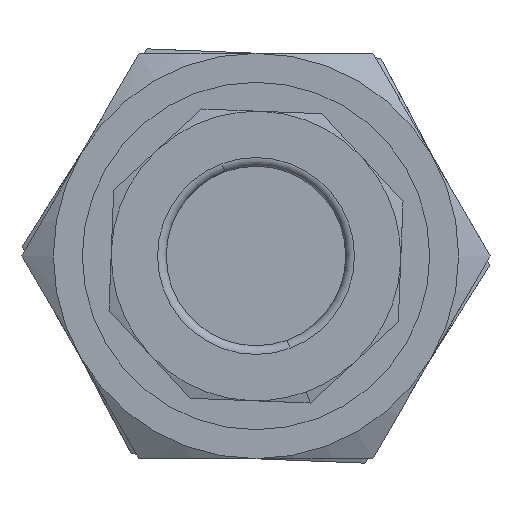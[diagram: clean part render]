
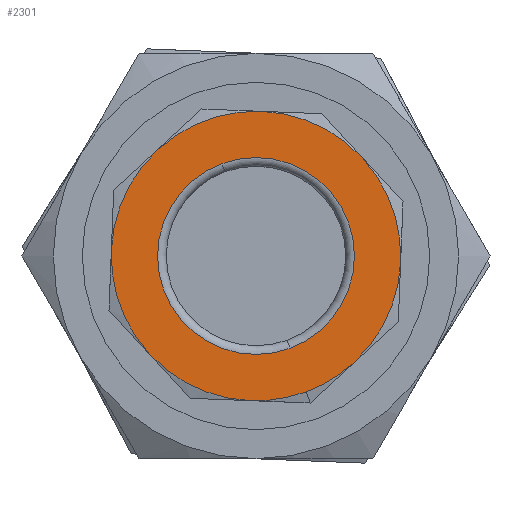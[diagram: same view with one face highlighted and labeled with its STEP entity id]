
A CAD part, front view. The second image highlights one B-rep face of the part: STEP entity #2301.
In plain terms, the highlighted planar face has unit normal (0, -1, 0).
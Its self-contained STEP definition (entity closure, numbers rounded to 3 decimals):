
#11 = CARTESIAN_POINT ( 'NONE',  ( 1.176, -44.75, -3.19 ) ) ;
#16 = CARTESIAN_POINT ( 'NONE',  ( -1.176, -44.75, 3.19 ) ) ;
#17 = CARTESIAN_POINT ( 'NONE',  ( 3.393, -44.75, -3.673 ) ) ;
#20 = CARTESIAN_POINT ( 'NONE',  ( 1.729, -44.75, -4.692 ) ) ;
#242 = CARTESIAN_POINT ( 'NONE',  ( -4.996, -44.75, 0.198 ) ) ;
#245 = CARTESIAN_POINT ( 'NONE',  ( -3.673, -44.75, -3.393 ) ) ;
#246 = CARTESIAN_POINT ( 'NONE',  ( -0.198, -44.75, -4.996 ) ) ;
#248 = CARTESIAN_POINT ( 'NONE',  ( -3.393, -44.75, 3.673 ) ) ;
#250 = CARTESIAN_POINT ( 'NONE',  ( 0.198, -44.75, 4.996 ) ) ;
#252 = CARTESIAN_POINT ( 'NONE',  ( 3.673, -44.75, 3.393 ) ) ;
#254 = CARTESIAN_POINT ( 'NONE',  ( 4.996, -44.75, -0.198 ) ) ;
#1058 = AXIS2_PLACEMENT_3D ( 'NONE', #3619, #3620, #3621 ) ;
#1062 = AXIS2_PLACEMENT_3D ( 'NONE', #3635, #3636, #3637 ) ;
#1427 = PLANE ( 'NONE',  #1671 ) ;
#1434 = CARTESIAN_POINT ( 'NONE',  ( -4.692, -44.75, -1.729 ) ) ;
#1435 = DIRECTION ( 'NONE',  ( 0., -1., 0. ) ) ;
#1436 = DIRECTION ( 'NONE',  ( -0.346, 0., 0.938 ) ) ;
#1671 = AXIS2_PLACEMENT_3D ( 'NONE', #1434, #1435, #1436 ) ;
#2217 = FACE_BOUND ( 'NONE', #4619, .T. ) ;
#2218 = FACE_OUTER_BOUND ( 'NONE', #4606, .T. ) ;
#2301 = ADVANCED_FACE ( 'NONE', ( #2217, #2218 ), #1427, .T. ) ;
#2399 = EDGE_CURVE ( 'NONE', #4383, #4380, #3878, .T. ) ;
#2400 = EDGE_CURVE ( 'NONE', #4380, #4386, #3880, .T. ) ;
#2401 = EDGE_CURVE ( 'NONE', #4386, #4388, #3882, .T. ) ;
#2402 = EDGE_CURVE ( 'NONE', #4388, #4390, #3883, .T. ) ;
#2403 = EDGE_CURVE ( 'NONE', #4390, #4392, #3884, .T. ) ;
#2404 = EDGE_CURVE ( 'NONE', #2761, #4384, #3885, .T. ) ;
#2405 = EDGE_CURVE ( 'NONE', #4384, #4383, #3886, .T. ) ;
#2406 = EDGE_CURVE ( 'NONE', #2757, #2752, #3887, .T. ) ;
#2407 = EDGE_CURVE ( 'NONE', #4392, #2758, #3881, .T. ) ;
#2437 = EDGE_CURVE ( 'NONE', #2752, #2757, #3913, .T. ) ;
#2441 = EDGE_CURVE ( 'NONE', #2758, #2761, #3915, .T. ) ;
#2659 = ORIENTED_EDGE ( 'NONE', *, *, #2406, .T. ) ;
#2660 = ORIENTED_EDGE ( 'NONE', *, *, #2437, .T. ) ;
#2661 = ORIENTED_EDGE ( 'NONE', *, *, #2405, .F. ) ;
#2662 = ORIENTED_EDGE ( 'NONE', *, *, #2404, .F. ) ;
#2663 = ORIENTED_EDGE ( 'NONE', *, *, #2441, .F. ) ;
#2664 = ORIENTED_EDGE ( 'NONE', *, *, #2407, .F. ) ;
#2665 = ORIENTED_EDGE ( 'NONE', *, *, #2403, .F. ) ;
#2666 = ORIENTED_EDGE ( 'NONE', *, *, #2402, .F. ) ;
#2667 = ORIENTED_EDGE ( 'NONE', *, *, #2401, .F. ) ;
#2668 = ORIENTED_EDGE ( 'NONE', *, *, #2400, .F. ) ;
#2669 = ORIENTED_EDGE ( 'NONE', *, *, #2399, .F. ) ;
#2752 = VERTEX_POINT ( 'NONE', #11 ) ;
#2757 = VERTEX_POINT ( 'NONE', #16 ) ;
#2758 = VERTEX_POINT ( 'NONE', #17 ) ;
#2761 = VERTEX_POINT ( 'NONE', #20 ) ;
#3173 = AXIS2_PLACEMENT_3D ( 'NONE', #3468, #3469, #3470 ) ;
#3175 = AXIS2_PLACEMENT_3D ( 'NONE', #3471, #3472, #3473 ) ;
#3176 = AXIS2_PLACEMENT_3D ( 'NONE', #3474, #3475, #3476 ) ;
#3177 = AXIS2_PLACEMENT_3D ( 'NONE', #3477, #3478, #3479 ) ;
#3178 = AXIS2_PLACEMENT_3D ( 'NONE', #3480, #3481, #3482 ) ;
#3179 = AXIS2_PLACEMENT_3D ( 'NONE', #3484, #3485, #3486 ) ;
#3180 = AXIS2_PLACEMENT_3D ( 'NONE', #3487, #3488, #3489 ) ;
#3181 = AXIS2_PLACEMENT_3D ( 'NONE', #3491, #3492, #3493 ) ;
#3182 = AXIS2_PLACEMENT_3D ( 'NONE', #3496, #3497, #3498 ) ;
#3468 = CARTESIAN_POINT ( 'NONE',  ( 0., -44.75, 0. ) ) ;
#3469 = DIRECTION ( 'NONE',  ( 0., 1., 0. ) ) ;
#3470 = DIRECTION ( 'NONE',  ( 0.346, 0., -0.938 ) ) ;
#3471 = CARTESIAN_POINT ( 'NONE',  ( 0., -44.75, 0. ) ) ;
#3472 = DIRECTION ( 'NONE',  ( 0., 1., 0. ) ) ;
#3473 = DIRECTION ( 'NONE',  ( 0.346, 0., -0.938 ) ) ;
#3474 = CARTESIAN_POINT ( 'NONE',  ( 0., -44.75, 0. ) ) ;
#3475 = DIRECTION ( 'NONE',  ( 0., 1., 0. ) ) ;
#3476 = DIRECTION ( 'NONE',  ( 0.346, 0., -0.938 ) ) ;
#3477 = CARTESIAN_POINT ( 'NONE',  ( 0., -44.75, 0. ) ) ;
#3478 = DIRECTION ( 'NONE',  ( 0., 1., 0. ) ) ;
#3479 = DIRECTION ( 'NONE',  ( 0.346, 0., -0.938 ) ) ;
#3480 = CARTESIAN_POINT ( 'NONE',  ( 0., -44.75, 0. ) ) ;
#3481 = DIRECTION ( 'NONE',  ( 0., 1., 0. ) ) ;
#3482 = DIRECTION ( 'NONE',  ( 0.346, 0., -0.938 ) ) ;
#3484 = CARTESIAN_POINT ( 'NONE',  ( 0., -44.75, 0. ) ) ;
#3485 = DIRECTION ( 'NONE',  ( 0., 1., 0. ) ) ;
#3486 = DIRECTION ( 'NONE',  ( 0.346, 0., -0.938 ) ) ;
#3487 = CARTESIAN_POINT ( 'NONE',  ( 0., -44.75, 0. ) ) ;
#3488 = DIRECTION ( 'NONE',  ( 0., 1., 0. ) ) ;
#3489 = DIRECTION ( 'NONE',  ( 0.346, 0., -0.938 ) ) ;
#3491 = CARTESIAN_POINT ( 'NONE',  ( 0., -44.75, 0. ) ) ;
#3492 = DIRECTION ( 'NONE',  ( 0., 1., 0. ) ) ;
#3493 = DIRECTION ( 'NONE',  ( -0.346, 0., 0.938 ) ) ;
#3496 = CARTESIAN_POINT ( 'NONE',  ( 0., -44.75, 0. ) ) ;
#3497 = DIRECTION ( 'NONE',  ( 0., 1., 0. ) ) ;
#3498 = DIRECTION ( 'NONE',  ( 0.346, 0., -0.938 ) ) ;
#3619 = CARTESIAN_POINT ( 'NONE',  ( 0., -44.75, 0. ) ) ;
#3620 = DIRECTION ( 'NONE',  ( 0., 1., 0. ) ) ;
#3621 = DIRECTION ( 'NONE',  ( -0.346, 0., 0.938 ) ) ;
#3635 = CARTESIAN_POINT ( 'NONE',  ( 0., -44.75, 0. ) ) ;
#3636 = DIRECTION ( 'NONE',  ( 0., 1., 0. ) ) ;
#3637 = DIRECTION ( 'NONE',  ( 0.346, 0., -0.938 ) ) ;
#3878 = CIRCLE ( 'NONE', #3173, 5. ) ;
#3880 = CIRCLE ( 'NONE', #3175, 5. ) ;
#3881 = CIRCLE ( 'NONE', #3182, 5. ) ;
#3882 = CIRCLE ( 'NONE', #3176, 5. ) ;
#3883 = CIRCLE ( 'NONE', #3177, 5. ) ;
#3884 = CIRCLE ( 'NONE', #3178, 5. ) ;
#3885 = CIRCLE ( 'NONE', #3179, 5. ) ;
#3886 = CIRCLE ( 'NONE', #3180, 5. ) ;
#3887 = CIRCLE ( 'NONE', #3181, 3.4 ) ;
#3913 = CIRCLE ( 'NONE', #1058, 3.4 ) ;
#3915 = CIRCLE ( 'NONE', #1062, 5. ) ;
#4380 = VERTEX_POINT ( 'NONE', #242 ) ;
#4383 = VERTEX_POINT ( 'NONE', #245 ) ;
#4384 = VERTEX_POINT ( 'NONE', #246 ) ;
#4386 = VERTEX_POINT ( 'NONE', #248 ) ;
#4388 = VERTEX_POINT ( 'NONE', #250 ) ;
#4390 = VERTEX_POINT ( 'NONE', #252 ) ;
#4392 = VERTEX_POINT ( 'NONE', #254 ) ;
#4606 = EDGE_LOOP ( 'NONE', ( #2661, #2662, #2663, #2664, #2665, #2666, #2667, #2668, #2669 ) ) ;
#4619 = EDGE_LOOP ( 'NONE', ( #2659, #2660 ) ) ;
